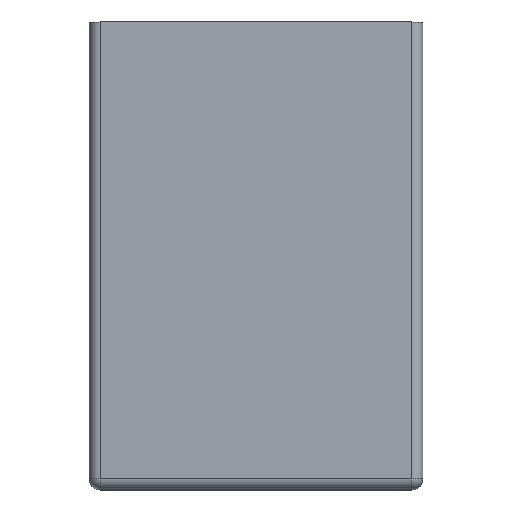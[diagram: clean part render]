
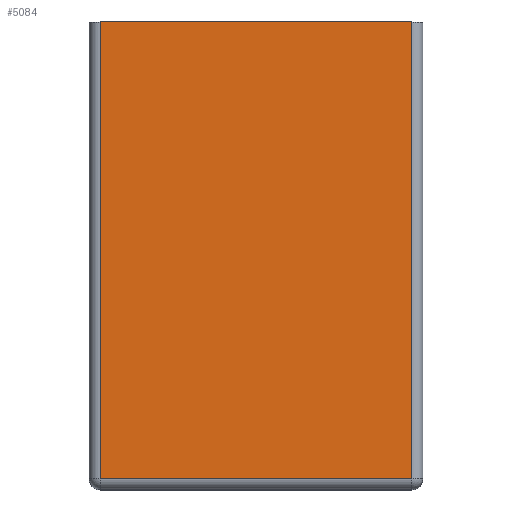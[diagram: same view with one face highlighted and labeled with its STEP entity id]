
A CAD part, top view. The second image highlights one B-rep face of the part: STEP entity #5084.
In plain terms, the highlighted planar face has unit normal (0, 0, 1).
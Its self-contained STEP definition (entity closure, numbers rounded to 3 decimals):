
#4362=CARTESIAN_POINT('',(-14.5,21.0,15.0));
#4363=VERTEX_POINT('',#4362);
#4371=CARTESIAN_POINT('',(-0.5,21.0,15.0));
#4372=VERTEX_POINT('',#4371);
#4373=CARTESIAN_POINT('',(-14.5,21.0,15.0));
#4374=DIRECTION('',(1.0,0.0,0.0));
#4375=VECTOR('',#4374,14.);
#4376=LINE('',#4373,#4375);
#4377=EDGE_CURVE('',#4363,#4372,#4376,.T.);
#4767=CARTESIAN_POINT('',(-0.5,0.5,15.0));
#4768=VERTEX_POINT('',#4767);
#4835=CARTESIAN_POINT('',(-14.5,0.5,15.0));
#4836=VERTEX_POINT('',#4835);
#4970=CARTESIAN_POINT('',(-0.5,0.5,15.0));
#4971=DIRECTION('',(-1.0,0.0,0.0));
#4972=VECTOR('',#4971,14.);
#4973=LINE('',#4970,#4972);
#4974=EDGE_CURVE('',#4768,#4836,#4973,.T.);
#4999=CARTESIAN_POINT('',(-14.5,0.5,15.0));
#5000=DIRECTION('',(0.0,1.0,0.0));
#5001=VECTOR('',#5000,20.5);
#5002=LINE('',#4999,#5001);
#5003=EDGE_CURVE('',#4836,#4363,#5002,.T.);
#5048=CARTESIAN_POINT('',(-0.5,21.0,15.0));
#5049=DIRECTION('',(0.0,-1.0,0.0));
#5050=VECTOR('',#5049,20.5);
#5051=LINE('',#5048,#5050);
#5052=EDGE_CURVE('',#4372,#4768,#5051,.T.);
#5073=CARTESIAN_POINT('',(-15.0,0.0,15.0));
#5074=DIRECTION('',(0.0,0.0,1.0));
#5075=DIRECTION('',(1.0,0.0,0.0));
#5076=AXIS2_PLACEMENT_3D('',#5073,#5074,#5075);
#5077=PLANE('',#5076);
#5078=ORIENTED_EDGE('',*,*,#5003,.F.);
#5079=ORIENTED_EDGE('',*,*,#4974,.F.);
#5080=ORIENTED_EDGE('',*,*,#5052,.F.);
#5081=ORIENTED_EDGE('',*,*,#4377,.F.);
#5082=EDGE_LOOP('',(#5078,#5079,#5080,#5081));
#5083=FACE_OUTER_BOUND('',#5082,.T.);
#5084=ADVANCED_FACE('',(#5083),#5077,.T.);
